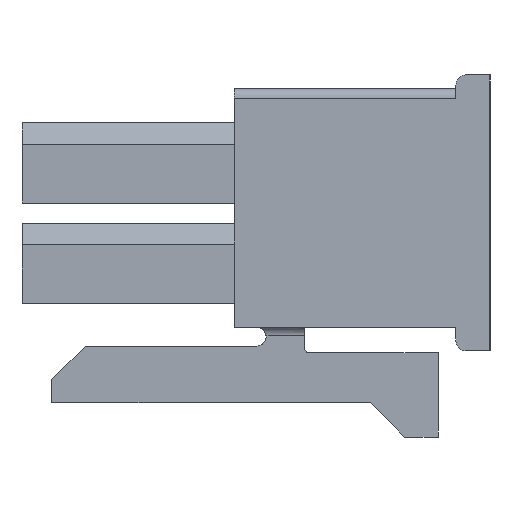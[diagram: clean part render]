
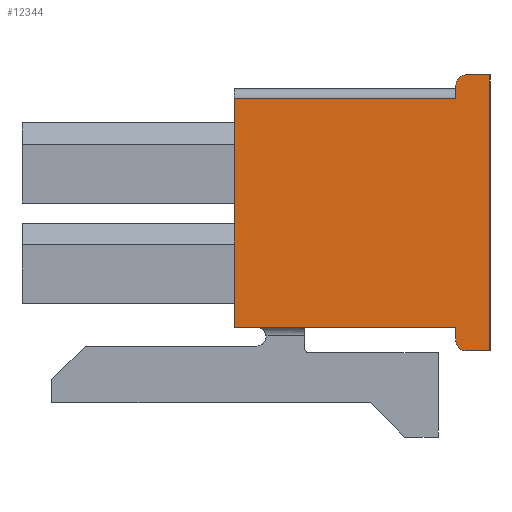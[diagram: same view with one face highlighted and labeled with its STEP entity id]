
A CAD part, left-side view. The second image highlights one B-rep face of the part: STEP entity #12344.
In plain terms, the highlighted planar face has unit normal (-1, 0, 0).
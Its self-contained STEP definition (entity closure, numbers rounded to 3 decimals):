
#4027=DIRECTION('',(0.,1.,0.));
#4028=VECTOR('',#4027,6.63);
#4029=CARTESIAN_POINT('',(-18.43,-2.98,3.43));
#4030=LINE('',#4029,#4028);
#4031=DIRECTION('',(0.,0.,-1.));
#4032=VECTOR('',#4031,0.4);
#4033=CARTESIAN_POINT('',(-18.43,-2.98,3.83));
#4034=LINE('',#4033,#4032);
#4035=CARTESIAN_POINT('',(-18.43,-3.28,3.83));
#4036=DIRECTION('',(-1.,0.,0.));
#4037=DIRECTION('',(0.,0.,1.));
#4038=AXIS2_PLACEMENT_3D('',#4035,#4036,#4037);
#4040=DIRECTION('',(0.,1.,0.));
#4041=VECTOR('',#4040,0.72);
#4042=CARTESIAN_POINT('',(-18.43,-4.,4.13));
#4043=LINE('',#4042,#4041);
#4044=DIRECTION('',(0.,0.,1.));
#4045=VECTOR('',#4044,8.25);
#4046=CARTESIAN_POINT('',(-18.43,-4.,-4.12));
#4047=LINE('',#4046,#4045);
#4048=DIRECTION('',(0.,-1.,0.));
#4049=VECTOR('',#4048,0.73);
#4050=CARTESIAN_POINT('',(-18.43,-3.27,-4.12));
#4051=LINE('',#4050,#4049);
#4052=CARTESIAN_POINT('',(-18.43,-3.27,-3.83));
#4053=DIRECTION('',(-1.,0.,0.));
#4054=DIRECTION('',(0.,1.,0.));
#4055=AXIS2_PLACEMENT_3D('',#4052,#4053,#4054);
#4057=DIRECTION('',(0.,0.,-1.));
#4058=VECTOR('',#4057,0.41);
#4059=CARTESIAN_POINT('',(-18.43,-2.98,-3.42));
#4060=LINE('',#4059,#4058);
#4061=DIRECTION('',(0.,-1.,0.));
#4062=VECTOR('',#4061,6.63);
#4063=CARTESIAN_POINT('',(-18.43,3.65,-3.42));
#4064=LINE('',#4063,#4062);
#4065=DIRECTION('',(0.,0.,-1.));
#4066=VECTOR('',#4065,6.85);
#4067=CARTESIAN_POINT('',(-18.43,3.65,3.43));
#4068=LINE('',#4067,#4066);
#4857=CARTESIAN_POINT('',(-18.43,-2.98,3.43));
#4858=CARTESIAN_POINT('',(-18.43,3.65,3.43));
#4859=VERTEX_POINT('',#4857);
#4860=VERTEX_POINT('',#4858);
#4861=CARTESIAN_POINT('',(-18.43,-2.98,3.83));
#4862=VERTEX_POINT('',#4861);
#4863=CARTESIAN_POINT('',(-18.43,-4.,4.13));
#4864=CARTESIAN_POINT('',(-18.43,-3.28,4.13));
#4865=VERTEX_POINT('',#4863);
#4866=VERTEX_POINT('',#4864);
#4867=CARTESIAN_POINT('',(-18.43,-4.,-4.12));
#4868=VERTEX_POINT('',#4867);
#4869=CARTESIAN_POINT('',(-18.43,-3.27,-4.12));
#4870=VERTEX_POINT('',#4869);
#4871=CARTESIAN_POINT('',(-18.43,-2.98,-3.42));
#4872=CARTESIAN_POINT('',(-18.43,-2.98,-3.83));
#4873=VERTEX_POINT('',#4871);
#4874=VERTEX_POINT('',#4872);
#4875=CARTESIAN_POINT('',(-18.43,3.65,-3.42));
#4876=VERTEX_POINT('',#4875);
#12327=CARTESIAN_POINT('',(-18.43,0.,0.));
#12328=DIRECTION('',(1.,0.,0.));
#12329=DIRECTION('',(0.,1.,0.));
#12330=AXIS2_PLACEMENT_3D('',#12327,#12328,#12329);
#12331=PLANE('',#12330);
#12332=ORIENTED_EDGE('',*,*,#6476,.F.);
#12333=ORIENTED_EDGE('',*,*,#11504,.F.);
#12334=ORIENTED_EDGE('',*,*,#11518,.F.);
#12335=ORIENTED_EDGE('',*,*,#11532,.F.);
#12336=ORIENTED_EDGE('',*,*,#11549,.F.);
#12337=ORIENTED_EDGE('',*,*,#12282,.F.);
#12338=ORIENTED_EDGE('',*,*,#12308,.F.);
#12339=ORIENTED_EDGE('',*,*,#12238,.F.);
#12340=ORIENTED_EDGE('',*,*,#11816,.F.);
#12341=ORIENTED_EDGE('',*,*,#6505,.F.);
#12342=EDGE_LOOP('',(#12332,#12333,#12334,#12335,#12336,#12337,#12338,#12339,
#12340,#12341));
#12343=FACE_OUTER_BOUND('',#12342,.F.);
#12344=ADVANCED_FACE('',(#12343),#12331,.F.);
#4039=CIRCLE('',#4038,0.3);
#4056=CIRCLE('',#4055,0.29);
#6476=EDGE_CURVE('',#4859,#4860,#4030,.T.);
#6505=EDGE_CURVE('',#4860,#4876,#4068,.T.);
#11504=EDGE_CURVE('',#4862,#4859,#4034,.T.);
#11518=EDGE_CURVE('',#4866,#4862,#4039,.T.);
#11532=EDGE_CURVE('',#4865,#4866,#4043,.T.);
#11549=EDGE_CURVE('',#4868,#4865,#4047,.T.);
#11816=EDGE_CURVE('',#4876,#4873,#4064,.T.);
#12238=EDGE_CURVE('',#4873,#4874,#4060,.T.);
#12282=EDGE_CURVE('',#4870,#4868,#4051,.T.);
#12308=EDGE_CURVE('',#4874,#4870,#4056,.T.);
